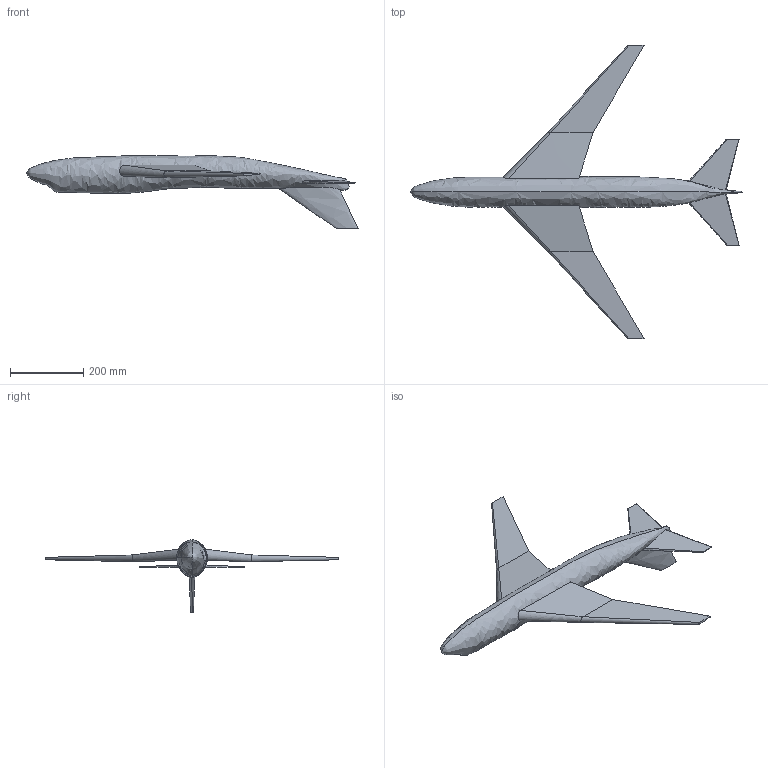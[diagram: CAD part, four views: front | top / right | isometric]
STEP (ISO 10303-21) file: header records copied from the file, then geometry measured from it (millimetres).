
FILE_DESCRIPTION (( 'STEP AP203' ), '1' );
FILE_NAME ('Boeing 747-simple.step', '2020-10-31T10:27:45', ( '' ), ( '' ), 'SwSTEP 2.0', 'SolidWorks 2019', '' );
FILE_SCHEMA (( 'CONFIG_CONTROL_DESIGN' ));
Length unit declared in the file: millimetre
Products named in the file (1): Boeing 747-simple
Bounding box: 908.4 x 802 x 199.53 mm (x, y, z)
Volume: 5224025.4 mm3; surface area: 455125.9 mm2
Topology: 3 solids, 3 shells, 33 faces, 77 edges, 48 vertices
Faces by surface type: bspline 21, plane 12
Entity records: 6708 total; most frequent: CARTESIAN_POINT 6037, ORIENTED_EDGE 148, EDGE_CURVE 74, DIRECTION 66, VERTEX_POINT 48, EDGE_LOOP 34, B_SPLINE_CURVE_WITH_KNOTS 33, FACE_OUTER_BOUND 33
